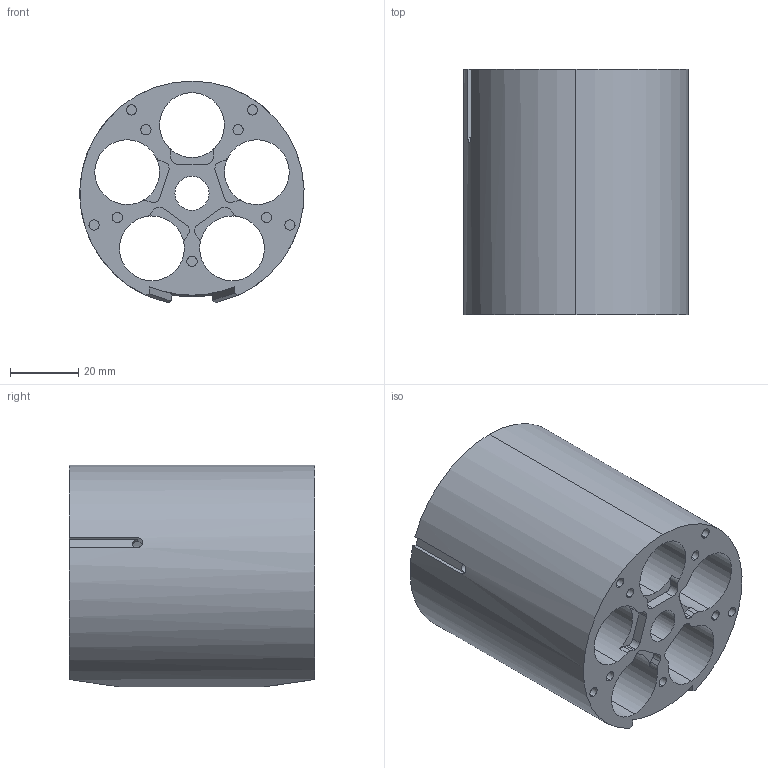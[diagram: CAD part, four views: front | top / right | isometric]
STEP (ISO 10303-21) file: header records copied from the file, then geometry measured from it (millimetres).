
FILE_DESCRIPTION (( 'STEP AP214' ), '1' );
FILE_NAME ('萇喀累翋极.STEP', '2022-12-05T13:10:31', ( '' ), ( '' ), 'SwSTEP 2.0', 'SolidWorks 2022', '' );
FILE_SCHEMA (( 'AUTOMOTIVE_DESIGN' ));
Length unit declared in the file: millimetre
Products named in the file (1): 萇喀累翋极
Bounding box: 65.74 x 72 x 65.08 mm (x, y, z)
Volume: 132426.7 mm3; surface area: 43675.8 mm2
Topology: 1 solids, 1 shells, 179 faces, 478 edges, 318 vertices
Faces by surface type: cylinder 102, plane 73, bspline 4
Entity records: 5959 total; most frequent: CARTESIAN_POINT 1303, DIRECTION 1008, ORIENTED_EDGE 956, EDGE_CURVE 478, AXIS2_PLACEMENT_3D 390, VERTEX_POINT 318, LINE 228, VECTOR 228
